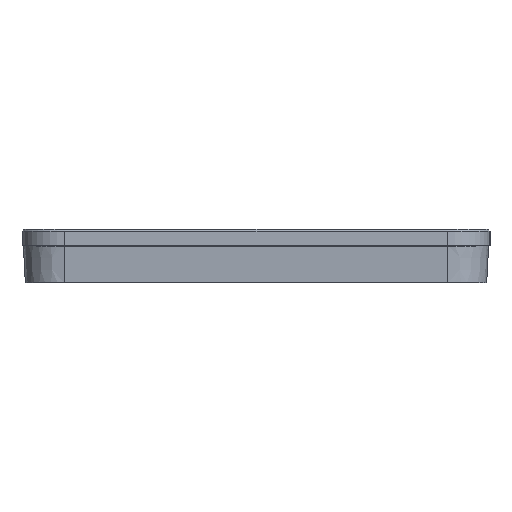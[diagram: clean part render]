
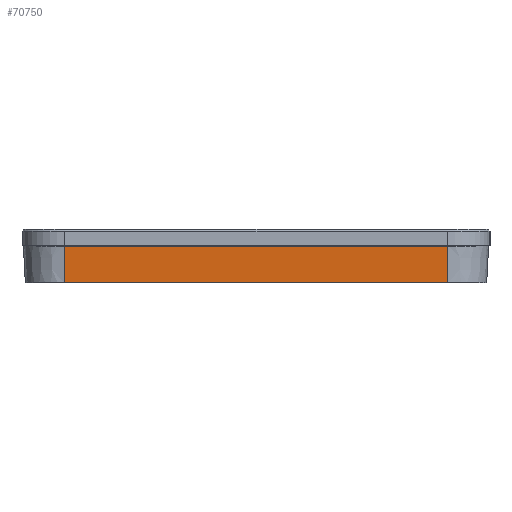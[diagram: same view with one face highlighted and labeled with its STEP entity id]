
A CAD part, left-side view. The second image highlights one B-rep face of the part: STEP entity #70750.
In plain terms, the highlighted face is planar.
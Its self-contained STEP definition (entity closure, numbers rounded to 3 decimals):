
#302=DIRECTION('',(0.,0.,1.));
#303=VECTOR('',#302,72.);
#304=CARTESIAN_POINT('',(-43.383,0.,-36.));
#305=LINE('19836',#304,#303);
#442=DIRECTION('',(-0.052,0.999,0.));
#443=VECTOR('',#442,7.01);
#444=CARTESIAN_POINT('',(-43.383,0.,36.));
#445=LINE('19853',#444,#443);
#449=DIRECTION('',(-0.052,0.999,0.));
#450=VECTOR('',#449,7.01);
#451=CARTESIAN_POINT('',(-43.383,0.,-36.));
#452=LINE('19852',#451,#450);
#508=DIRECTION('',(0.,0.,1.));
#509=VECTOR('',#508,72.);
#510=CARTESIAN_POINT('',(-43.75,7.,-36.));
#511=LINE('19844',#510,#509);
#63242=CARTESIAN_POINT('',(-43.383,0.,-36.));
#63243=VERTEX_POINT('',#63242);
#63244=CARTESIAN_POINT('',(-43.383,0.,36.));
#63245=VERTEX_POINT('',#63244);
#63258=CARTESIAN_POINT('',(-43.75,7.,-36.));
#63259=VERTEX_POINT('',#63258);
#63260=CARTESIAN_POINT('',(-43.75,7.,36.));
#63261=VERTEX_POINT('',#63260);
#70737=CARTESIAN_POINT('',(-43.75,7.,-37.12));
#70738=DIRECTION('',(-0.999,-0.052,0.));
#70739=DIRECTION('',(0.,0.,1.));
#70740=AXIS2_PLACEMENT_3D('',#70737,#70738,#70739);
#70741=PLANE('19830',#70740);
#70742=ORIENTED_EDGE('19836',*,*,#70570,.F.);
#70744=ORIENTED_EDGE('19852',*,*,#70743,.T.);
#70746=ORIENTED_EDGE('19844',*,*,#70745,.T.);
#70747=ORIENTED_EDGE('19853',*,*,#70722,.F.);
#70748=EDGE_LOOP('19830',(#70742,#70744,#70746,#70747));
#70749=FACE_OUTER_BOUND('19830',#70748,.F.);
#70750=ADVANCED_FACE('19830',(#70749),#70741,.T.);
#70570=EDGE_CURVE('19836',#63243,#63245,#305,.T.);
#70722=EDGE_CURVE('19853',#63245,#63261,#445,.T.);
#70743=EDGE_CURVE('19852',#63243,#63259,#452,.T.);
#70745=EDGE_CURVE('19844',#63259,#63261,#511,.T.);
